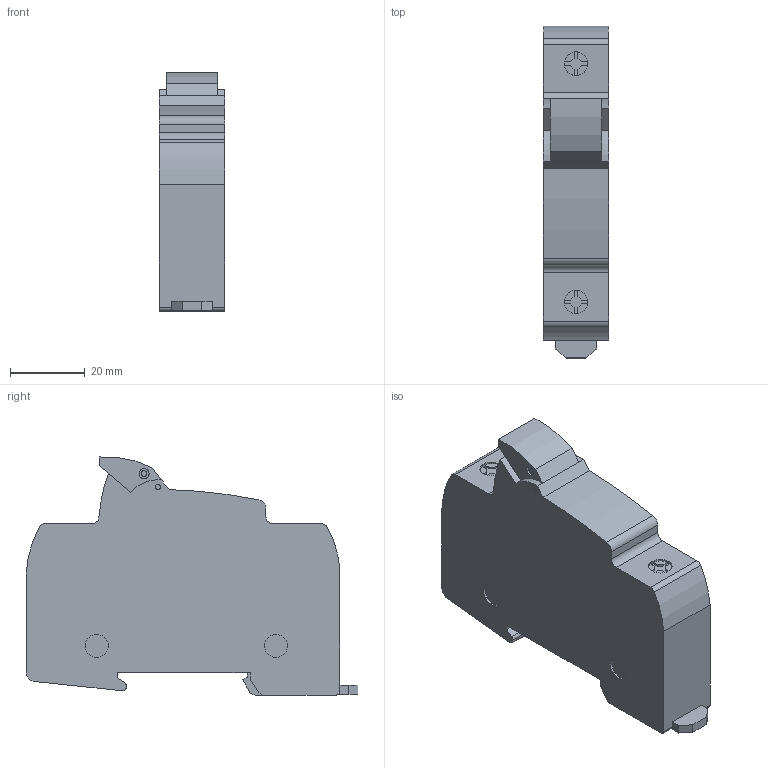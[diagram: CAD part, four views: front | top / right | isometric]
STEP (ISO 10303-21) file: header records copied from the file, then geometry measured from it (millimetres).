
FILE_DESCRIPTION((''),'2;1');
FILE_NAME('3d_FB01D1PL.stp','2014-06-05T08:06:22',(''),(''),'Mechanical Desktop 2011','Mechanical Desktop 2011',', , ');
FILE_SCHEMA(('CONFIG_CONTROL_DESIGN'));
Length unit declared in the file: millimetre
Products named in the file (1): Product
Bounding box: 17.5 x 88.8 x 63.71 mm (x, y, z)
Volume: 70273.4 mm3; surface area: 13991.1 mm2
Topology: 4 solids, 4 shells, 126 faces, 378 edges, 320 vertices
Faces by surface type: plane 82, cylinder 44
Entity records: 4286 total; most frequent: CARTESIAN_POINT 773, DIRECTION 748, ORIENTED_EDGE 652, EDGE_CURVE 326, VECTOR 262, LINE 262, AXIS2_PLACEMENT_3D 243, VERTEX_POINT 220
